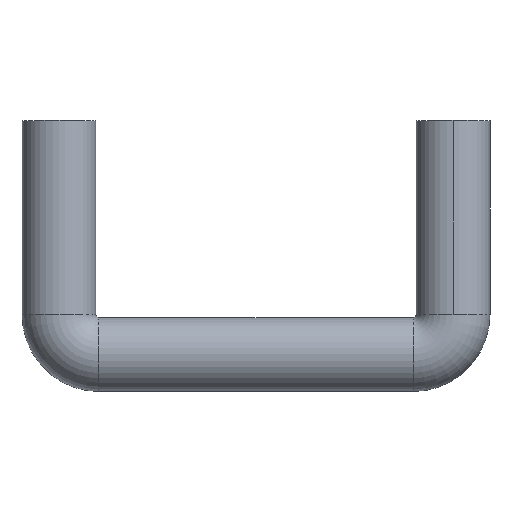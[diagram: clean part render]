
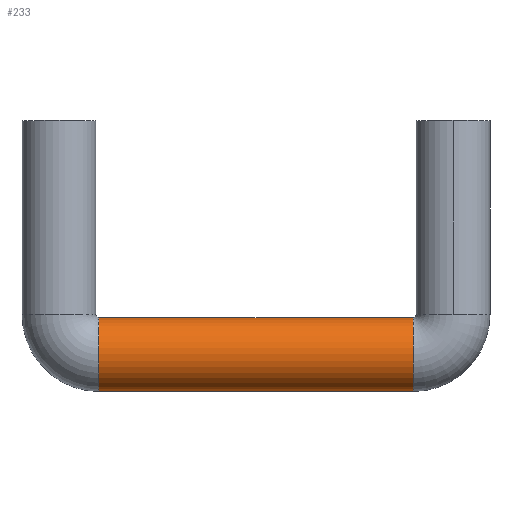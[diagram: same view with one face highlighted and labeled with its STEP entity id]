
A CAD part, top view. The second image highlights one B-rep face of the part: STEP entity #233.
In plain terms, the highlighted cylindrical face has radius 3 mm (diameter 6 mm), a partial arc.
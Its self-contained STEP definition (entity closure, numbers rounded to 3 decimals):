
#4 = DIRECTION ( 'NONE',  ( 0., 1., 0. ) ) ;
#12 = CYLINDRICAL_SURFACE ( 'NONE', #353, 3. ) ;
#16 = ORIENTED_EDGE ( 'NONE', *, *, #458, .F. ) ;
#43 = CARTESIAN_POINT ( 'NONE',  ( 28.75, -16., 0. ) ) ;
#51 = VERTEX_POINT ( 'NONE', #77 ) ;
#57 = DIRECTION ( 'NONE',  ( 1., 0., 0. ) ) ;
#64 = EDGE_CURVE ( 'NONE', #120, #365, #209, .T. ) ;
#65 = VERTEX_POINT ( 'NONE', #43 ) ;
#77 = CARTESIAN_POINT ( 'NONE',  ( 3.25, -16., 0. ) ) ;
#120 = VERTEX_POINT ( 'NONE', #174 ) ;
#123 = DIRECTION ( 'NONE',  ( -1., 0., 0. ) ) ;
#132 = DIRECTION ( 'NONE',  ( 1., 0., 0. ) ) ;
#145 = DIRECTION ( 'NONE',  ( 1., 0., 0. ) ) ;
#148 = EDGE_CURVE ( 'NONE', #51, #65, #395, .T. ) ;
#174 = CARTESIAN_POINT ( 'NONE',  ( 3.25, -22., 0. ) ) ;
#182 = CIRCLE ( 'NONE', #457, 3. ) ;
#200 = DIRECTION ( 'NONE',  ( -1., 0., 0. ) ) ;
#202 = CARTESIAN_POINT ( 'NONE',  ( 28.75, -19., 0. ) ) ;
#209 = LINE ( 'NONE', #260, #449 ) ;
#229 = CARTESIAN_POINT ( 'NONE',  ( 3.25, -16., 0. ) ) ;
#233 = ADVANCED_FACE ( 'NONE', ( #442 ), #12, .T. ) ;
#260 = CARTESIAN_POINT ( 'NONE',  ( 3.25, -22., 0. ) ) ;
#283 = CARTESIAN_POINT ( 'NONE',  ( 28.75, -22., 0. ) ) ;
#339 = CIRCLE ( 'NONE', #538, 3. ) ;
#353 = AXIS2_PLACEMENT_3D ( 'NONE', #362, #57, #4 ) ;
#362 = CARTESIAN_POINT ( 'NONE',  ( 3.25, -19., 0. ) ) ;
#363 = ORIENTED_EDGE ( 'NONE', *, *, #148, .F. ) ;
#365 = VERTEX_POINT ( 'NONE', #283 ) ;
#372 = DIRECTION ( 'NONE',  ( 0., 0., -1. ) ) ;
#373 = ORIENTED_EDGE ( 'NONE', *, *, #376, .T. ) ;
#375 = EDGE_LOOP ( 'NONE', ( #16, #390, #373, #363 ) ) ;
#376 = EDGE_CURVE ( 'NONE', #365, #65, #182, .T. ) ;
#381 = CARTESIAN_POINT ( 'NONE',  ( 3.25, -19., 0. ) ) ;
#390 = ORIENTED_EDGE ( 'NONE', *, *, #64, .T. ) ;
#395 = LINE ( 'NONE', #229, #494 ) ;
#428 = DIRECTION ( 'NONE',  ( 0., 0., -1. ) ) ;
#442 = FACE_OUTER_BOUND ( 'NONE', #375, .T. ) ;
#449 = VECTOR ( 'NONE', #132, 1000. ) ;
#457 = AXIS2_PLACEMENT_3D ( 'NONE', #202, #200, #372 ) ;
#458 = EDGE_CURVE ( 'NONE', #120, #51, #339, .T. ) ;
#494 = VECTOR ( 'NONE', #145, 1000. ) ;
#538 = AXIS2_PLACEMENT_3D ( 'NONE', #381, #123, #428 ) ;
